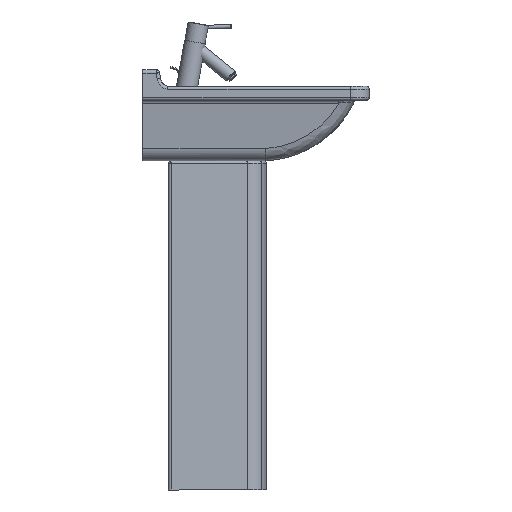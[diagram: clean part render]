
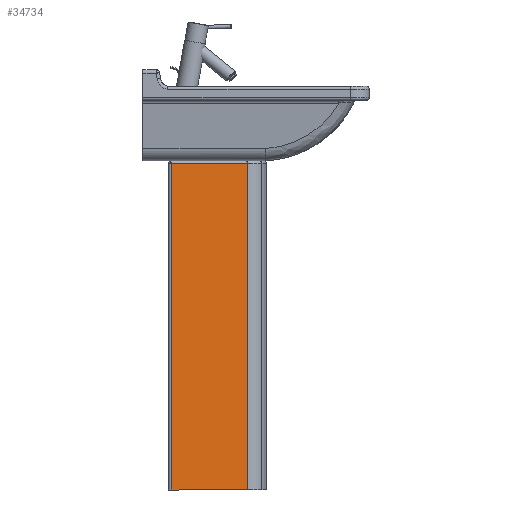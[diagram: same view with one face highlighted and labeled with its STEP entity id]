
A CAD part, left-side view. The second image highlights one B-rep face of the part: STEP entity #34734.
In plain terms, the highlighted face is planar.
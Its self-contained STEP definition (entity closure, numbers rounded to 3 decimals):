
#33562=CARTESIAN_POINT('',(118.148,31.404,5.0));
#33563=VERTEX_POINT('',#33562);
#33612=CARTESIAN_POINT('',(103.047,-131.467,5.0));
#33613=VERTEX_POINT('',#33612);
#33623=CARTESIAN_POINT('',(118.148,31.404,5.0));
#33624=DIRECTION('',(-0.092,-0.996,0.0));
#33625=VECTOR('',#33624,163.569);
#33626=LINE('',#33623,#33625);
#33627=EDGE_CURVE('',#33563,#33613,#33626,.T.);
#33639=CARTESIAN_POINT('',(118.148,31.404,705.0));
#33640=VERTEX_POINT('',#33639);
#33648=CARTESIAN_POINT('',(118.148,31.404,705.0));
#33649=DIRECTION('',(0.0,0.0,-1.0));
#33650=VECTOR('',#33649,700.0);
#33651=LINE('',#33648,#33650);
#33652=EDGE_CURVE('',#33640,#33563,#33651,.T.);
#34525=CARTESIAN_POINT('',(103.047,-131.467,705.0));
#34526=VERTEX_POINT('',#34525);
#34534=CARTESIAN_POINT('',(118.148,31.404,705.0));
#34535=DIRECTION('',(-0.092,-0.996,0.0));
#34536=VECTOR('',#34535,163.569);
#34537=LINE('',#34534,#34536);
#34538=EDGE_CURVE('',#33640,#34526,#34537,.T.);
#34718=CARTESIAN_POINT('',(118.655,36.865,0.0));
#34719=DIRECTION('',(0.996,-0.092,0.0));
#34720=DIRECTION('',(0.0,0.0,-1.0));
#34721=AXIS2_PLACEMENT_3D('',#34718,#34719,#34720);
#34722=PLANE('',#34721);
#34723=ORIENTED_EDGE('',*,*,#33652,.F.);
#34724=ORIENTED_EDGE('',*,*,#34538,.T.);
#34725=CARTESIAN_POINT('',(103.047,-131.467,5.0));
#34726=DIRECTION('',(0.0,0.0,1.0));
#34727=VECTOR('',#34726,700.0);
#34728=LINE('',#34725,#34727);
#34729=EDGE_CURVE('',#33613,#34526,#34728,.T.);
#34730=ORIENTED_EDGE('',*,*,#34729,.F.);
#34731=ORIENTED_EDGE('',*,*,#33627,.F.);
#34732=EDGE_LOOP('',(#34723,#34724,#34730,#34731));
#34733=FACE_OUTER_BOUND('',#34732,.T.);
#34734=ADVANCED_FACE('',(#34733),#34722,.T.);
